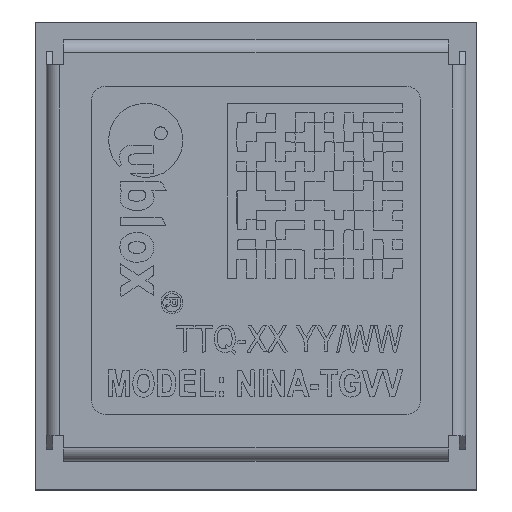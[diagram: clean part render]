
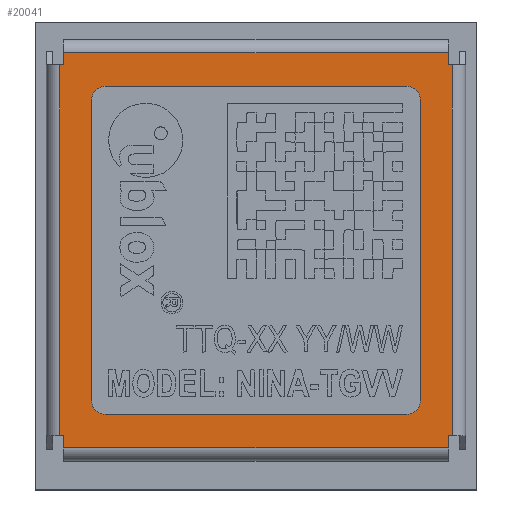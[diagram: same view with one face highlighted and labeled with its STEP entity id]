
A CAD part, top view. The second image highlights one B-rep face of the part: STEP entity #20041.
In plain terms, the highlighted planar face has unit normal (0, 0, 1).
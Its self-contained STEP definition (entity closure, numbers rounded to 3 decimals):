
#101=FACE_BOUND('',#4047,.T.);
#1162=(
BOUNDED_CURVE()
B_SPLINE_CURVE(3,(#35890,#35891,#35892,#35893),.UNSPECIFIED.,.F.,.F.)
B_SPLINE_CURVE_WITH_KNOTS((4,4),(-1.,0.),.UNSPECIFIED.)
CURVE()
GEOMETRIC_REPRESENTATION_ITEM()
RATIONAL_B_SPLINE_CURVE((1.,1.,1.,1.))
REPRESENTATION_ITEM('')
);
#1163=(
BOUNDED_CURVE()
B_SPLINE_CURVE(3,(#35908,#35909,#35910,#35911),.UNSPECIFIED.,.F.,.F.)
B_SPLINE_CURVE_WITH_KNOTS((4,4),(-1.,0.),.UNSPECIFIED.)
CURVE()
GEOMETRIC_REPRESENTATION_ITEM()
RATIONAL_B_SPLINE_CURVE((1.,1.,1.,1.))
REPRESENTATION_ITEM('')
);
#1164=(
BOUNDED_CURVE()
B_SPLINE_CURVE(3,(#35926,#35927,#35928,#35929),.UNSPECIFIED.,.F.,.F.)
B_SPLINE_CURVE_WITH_KNOTS((4,4),(-1.,0.),.UNSPECIFIED.)
CURVE()
GEOMETRIC_REPRESENTATION_ITEM()
RATIONAL_B_SPLINE_CURVE((1.,1.,1.,1.))
REPRESENTATION_ITEM('')
);
#1165=(
BOUNDED_CURVE()
B_SPLINE_CURVE(3,(#35943,#35944,#35945,#35946),.UNSPECIFIED.,.F.,.F.)
B_SPLINE_CURVE_WITH_KNOTS((4,4),(-1.,0.),.UNSPECIFIED.)
CURVE()
GEOMETRIC_REPRESENTATION_ITEM()
RATIONAL_B_SPLINE_CURVE((1.,1.,1.,1.))
REPRESENTATION_ITEM('')
);
#2855=FACE_OUTER_BOUND('',#4046,.T.);
#4046=EDGE_LOOP('',(#18052,#18053,#18054,#18055,#18056,#18057,#18058,#18059,
#18060,#18061,#18062,#18063));
#4047=EDGE_LOOP('',(#18064,#18065,#18066,#18067,#18068,#18069,#18070,#18071));
#5777=LINE('',#35878,#7578);
#5781=LINE('',#35897,#7582);
#5784=LINE('',#35915,#7585);
#5787=LINE('',#35933,#7588);
#5794=LINE('',#35964,#7595);
#5795=LINE('',#35967,#7596);
#5812=LINE('',#36008,#7613);
#5813=LINE('',#36011,#7614);
#5814=LINE('',#36013,#7615);
#5815=LINE('',#36015,#7616);
#5816=LINE('',#36017,#7617);
#5817=LINE('',#36019,#7618);
#5818=LINE('',#36021,#7619);
#5819=LINE('',#36023,#7620);
#5820=LINE('',#36025,#7621);
#5821=LINE('',#36026,#7622);
#7578=VECTOR('',#23913,10.);
#7582=VECTOR('',#23919,10.);
#7585=VECTOR('',#23924,10.);
#7588=VECTOR('',#23929,10.);
#7595=VECTOR('',#23944,1000.);
#7596=VECTOR('',#23947,1000.);
#7613=VECTOR('',#23978,1000.);
#7614=VECTOR('',#23981,1000.);
#7615=VECTOR('',#23982,1000.);
#7616=VECTOR('',#23983,1000.);
#7617=VECTOR('',#23984,1000.);
#7618=VECTOR('',#23985,1000.);
#7619=VECTOR('',#23986,1000.);
#7620=VECTOR('',#23987,1000.);
#7621=VECTOR('',#23988,1000.);
#7622=VECTOR('',#23989,1000.);
#9511=VERTEX_POINT('',#35876);
#9512=VERTEX_POINT('',#35877);
#9513=VERTEX_POINT('',#35889);
#9514=VERTEX_POINT('',#35896);
#9515=VERTEX_POINT('',#35907);
#9516=VERTEX_POINT('',#35914);
#9517=VERTEX_POINT('',#35925);
#9518=VERTEX_POINT('',#35932);
#9520=VERTEX_POINT('',#35950);
#9526=VERTEX_POINT('',#35962);
#9527=VERTEX_POINT('',#35966);
#9544=VERTEX_POINT('',#36006);
#9545=VERTEX_POINT('',#36010);
#9546=VERTEX_POINT('',#36012);
#9547=VERTEX_POINT('',#36014);
#9548=VERTEX_POINT('',#36016);
#9549=VERTEX_POINT('',#36018);
#9550=VERTEX_POINT('',#36020);
#9551=VERTEX_POINT('',#36022);
#9552=VERTEX_POINT('',#36024);
#12350=EDGE_CURVE('',#9511,#9512,#5777,.T.);
#12353=EDGE_CURVE('',#9512,#9513,#1162,.T.);
#12355=EDGE_CURVE('',#9513,#9514,#5781,.T.);
#12357=EDGE_CURVE('',#9514,#9515,#1163,.T.);
#12359=EDGE_CURVE('',#9515,#9516,#5784,.T.);
#12361=EDGE_CURVE('',#9516,#9517,#1164,.T.);
#12363=EDGE_CURVE('',#9517,#9518,#5787,.T.);
#12365=EDGE_CURVE('',#9518,#9511,#1165,.T.);
#12373=EDGE_CURVE('',#9520,#9526,#5794,.T.);
#12374=EDGE_CURVE('',#9527,#9520,#5795,.T.);
#12395=EDGE_CURVE('',#9526,#9544,#5812,.T.);
#12396=EDGE_CURVE('',#9544,#9545,#5813,.T.);
#12397=EDGE_CURVE('',#9545,#9546,#5814,.T.);
#12398=EDGE_CURVE('',#9546,#9547,#5815,.T.);
#12399=EDGE_CURVE('',#9547,#9548,#5816,.T.);
#12400=EDGE_CURVE('',#9548,#9549,#5817,.T.);
#12401=EDGE_CURVE('',#9549,#9550,#5818,.T.);
#12402=EDGE_CURVE('',#9550,#9551,#5819,.T.);
#12403=EDGE_CURVE('',#9551,#9552,#5820,.T.);
#12404=EDGE_CURVE('',#9552,#9527,#5821,.T.);
#18052=ORIENTED_EDGE('',*,*,#12374,.T.);
#18053=ORIENTED_EDGE('',*,*,#12373,.T.);
#18054=ORIENTED_EDGE('',*,*,#12395,.T.);
#18055=ORIENTED_EDGE('',*,*,#12396,.T.);
#18056=ORIENTED_EDGE('',*,*,#12397,.T.);
#18057=ORIENTED_EDGE('',*,*,#12398,.T.);
#18058=ORIENTED_EDGE('',*,*,#12399,.T.);
#18059=ORIENTED_EDGE('',*,*,#12400,.T.);
#18060=ORIENTED_EDGE('',*,*,#12401,.T.);
#18061=ORIENTED_EDGE('',*,*,#12402,.T.);
#18062=ORIENTED_EDGE('',*,*,#12403,.T.);
#18063=ORIENTED_EDGE('',*,*,#12404,.T.);
#18064=ORIENTED_EDGE('',*,*,#12350,.T.);
#18065=ORIENTED_EDGE('',*,*,#12353,.T.);
#18066=ORIENTED_EDGE('',*,*,#12355,.T.);
#18067=ORIENTED_EDGE('',*,*,#12357,.T.);
#18068=ORIENTED_EDGE('',*,*,#12359,.T.);
#18069=ORIENTED_EDGE('',*,*,#12361,.T.);
#18070=ORIENTED_EDGE('',*,*,#12363,.T.);
#18071=ORIENTED_EDGE('',*,*,#12365,.T.);
#18918=PLANE('',#20825);
#20041=ADVANCED_FACE('',(#2855,#101),#18918,.T.);
#20825=AXIS2_PLACEMENT_3D('',#36009,#23979,#23980);
#23913=DIRECTION('',(1.,0.,0.));
#23919=DIRECTION('',(0.,-1.,0.));
#23924=DIRECTION('',(-1.,0.,0.));
#23929=DIRECTION('',(0.,1.,0.));
#23944=DIRECTION('',(0.,1.,0.));
#23947=DIRECTION('',(1.,0.,0.));
#23978=DIRECTION('',(1.,0.,0.));
#23979=DIRECTION('center_axis',(0.,0.,
1.));
#23980=DIRECTION('ref_axis',(-1.,0.,0.));
#23981=DIRECTION('',(0.,1.,0.));
#23982=DIRECTION('',(-1.,0.,0.));
#23983=DIRECTION('',(0.,1.,0.));
#23984=DIRECTION('',(-1.,0.,0.));
#23985=DIRECTION('',(0.,-1.,0.));
#23986=DIRECTION('',(-1.,0.,0.));
#23987=DIRECTION('',(0.,-1.,0.));
#23988=DIRECTION('',(1.,0.,0.));
#23989=DIRECTION('',(0.,-1.,0.));
#35876=CARTESIAN_POINT('',(-3.411,3.843,2.6));
#35877=CARTESIAN_POINT('',(3.411,3.843,2.6));
#35878=CARTESIAN_POINT('',(1.706,3.843,2.6));
#35889=CARTESIAN_POINT('',(3.718,3.536,2.6));
#35890=CARTESIAN_POINT('Ctrl Pts',(3.411,3.843,2.6));
#35891=CARTESIAN_POINT('Ctrl Pts',(3.581,3.843,2.6));
#35892=CARTESIAN_POINT('Ctrl Pts',(3.718,3.706,2.6));
#35893=CARTESIAN_POINT('Ctrl Pts',(3.718,3.536,2.6));
#35896=CARTESIAN_POINT('',(3.718,-3.286,2.6));
#35897=CARTESIAN_POINT('',(3.718,-2.493,2.6));
#35907=CARTESIAN_POINT('',(3.411,-3.593,2.6));
#35908=CARTESIAN_POINT('Ctrl Pts',(3.718,-3.286,2.6));
#35909=CARTESIAN_POINT('Ctrl Pts',(3.718,-3.456,2.6));
#35910=CARTESIAN_POINT('Ctrl Pts',(3.581,-3.593,2.6));
#35911=CARTESIAN_POINT('Ctrl Pts',(3.411,-3.593,2.6));
#35914=CARTESIAN_POINT('',(-3.411,-3.593,2.6));
#35915=CARTESIAN_POINT('',(-1.706,-3.593,2.6));
#35925=CARTESIAN_POINT('',(-3.718,-3.286,2.6));
#35926=CARTESIAN_POINT('Ctrl Pts',(-3.411,-3.593,
2.6));
#35927=CARTESIAN_POINT('Ctrl Pts',(-3.581,-3.593,
2.6));
#35928=CARTESIAN_POINT('Ctrl Pts',(-3.718,-3.456,
2.6));
#35929=CARTESIAN_POINT('Ctrl Pts',(-3.718,-3.286,
2.6));
#35932=CARTESIAN_POINT('',(-3.718,3.536,2.6));
#35933=CARTESIAN_POINT('',(-3.718,0.918,2.6));
#35943=CARTESIAN_POINT('Ctrl Pts',(-3.718,3.536,2.6));
#35944=CARTESIAN_POINT('Ctrl Pts',(-3.718,3.706,2.6));
#35945=CARTESIAN_POINT('Ctrl Pts',(-3.581,3.843,2.6));
#35946=CARTESIAN_POINT('Ctrl Pts',(-3.411,3.843,2.6));
#35950=CARTESIAN_POINT('',(4.35,-4.35,2.6));
#35962=CARTESIAN_POINT('',(4.35,-4.075,2.6));
#35964=CARTESIAN_POINT('',(4.35,-1.7,2.6));
#35966=CARTESIAN_POINT('',(-4.35,-4.35,2.6));
#35967=CARTESIAN_POINT('',(0.,-4.35,2.6));
#36006=CARTESIAN_POINT('',(4.45,-4.075,2.6));
#36008=CARTESIAN_POINT('',(0.,-4.075,2.6));
#36009=CARTESIAN_POINT('Origin',(0.,-1.7,2.6));
#36010=CARTESIAN_POINT('',(4.45,4.325,2.6));
#36011=CARTESIAN_POINT('',(4.45,-1.7,2.6));
#36012=CARTESIAN_POINT('',(4.35,4.325,2.6));
#36013=CARTESIAN_POINT('',(0.,4.325,2.6));
#36014=CARTESIAN_POINT('',(4.35,4.6,2.6));
#36015=CARTESIAN_POINT('',(4.35,-1.7,2.6));
#36016=CARTESIAN_POINT('',(-4.35,4.6,2.6));
#36017=CARTESIAN_POINT('',(0.,4.6,2.6));
#36018=CARTESIAN_POINT('',(-4.35,4.325,2.6));
#36019=CARTESIAN_POINT('',(-4.35,-1.7,2.6));
#36020=CARTESIAN_POINT('',(-4.45,4.325,2.6));
#36021=CARTESIAN_POINT('',(0.,4.325,2.6));
#36022=CARTESIAN_POINT('',(-4.45,-4.075,2.6));
#36023=CARTESIAN_POINT('',(-4.45,-1.7,2.6));
#36024=CARTESIAN_POINT('',(-4.35,-4.075,2.6));
#36025=CARTESIAN_POINT('',(0.,-4.075,2.6));
#36026=CARTESIAN_POINT('',(-4.35,-1.7,2.6));
